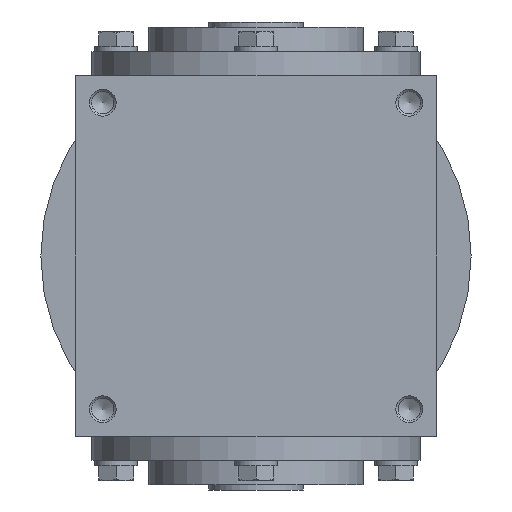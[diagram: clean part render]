
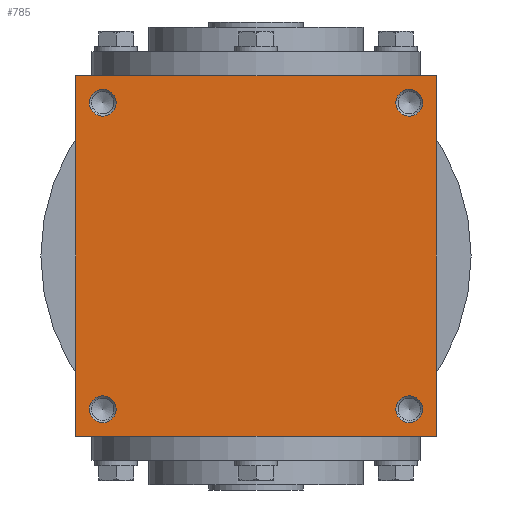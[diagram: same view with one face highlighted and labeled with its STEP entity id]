
A CAD part, left-side view. The second image highlights one B-rep face of the part: STEP entity #785.
In plain terms, the highlighted face is planar.
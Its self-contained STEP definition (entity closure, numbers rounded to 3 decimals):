
#785 = ADVANCED_FACE( '', ( #1630, #1631, #1632, #1633, #1634 ), #1635, .F. );
#1630 = FACE_BOUND( '', #2482, .T. );
#1631 = FACE_BOUND( '', #2483, .T. );
#1632 = FACE_BOUND( '', #2484, .T. );
#1633 = FACE_BOUND( '', #2485, .T. );
#1634 = FACE_OUTER_BOUND( '', #2486, .T. );
#1635 = PLANE( '', #2487 );
#2482 = EDGE_LOOP( '', ( #4113 ) );
#2483 = EDGE_LOOP( '', ( #4114 ) );
#2484 = EDGE_LOOP( '', ( #4115 ) );
#2485 = EDGE_LOOP( '', ( #4116 ) );
#2486 = EDGE_LOOP( '', ( #4117, #4118, #4119, #4120 ) );
#2487 = AXIS2_PLACEMENT_3D( '', #4121, #4122, #4123 );
#4113 = ORIENTED_EDGE( '', *, *, #4920, .F. );
#4114 = ORIENTED_EDGE( '', *, *, #4644, .T. );
#4115 = ORIENTED_EDGE( '', *, *, #4424, .F. );
#4116 = ORIENTED_EDGE( '', *, *, #4814, .T. );
#4117 = ORIENTED_EDGE( '', *, *, #5046, .F. );
#4118 = ORIENTED_EDGE( '', *, *, #4661, .F. );
#4119 = ORIENTED_EDGE( '', *, *, #4630, .F. );
#4120 = ORIENTED_EDGE( '', *, *, #4560, .F. );
#4121 = CARTESIAN_POINT( '', ( 0., 0., -67. ) );
#4122 = DIRECTION( '', ( 0., 0., 1. ) );
#4123 = DIRECTION( '', ( 1., 0., 0. ) );
#4424 = EDGE_CURVE( '', #5109, #5109, #5110, .T. );
#4560 = EDGE_CURVE( '', #5345, #5346, #5347, .T. );
#4630 = EDGE_CURVE( '', #5346, #5464, #5465, .T. );
#4644 = EDGE_CURVE( '', #5483, #5483, #5484, .T. );
#4661 = EDGE_CURVE( '', #5464, #5511, #5512, .T. );
#4814 = EDGE_CURVE( '', #5740, #5740, #5741, .T. );
#4920 = EDGE_CURVE( '', #5883, #5883, #5884, .T. );
#5046 = EDGE_CURVE( '', #5511, #5345, #6034, .T. );
#5109 = VERTEX_POINT( '', #6096 );
#5110 = CIRCLE( '', #6097, 5. );
#5345 = VERTEX_POINT( '', #6368 );
#5346 = VERTEX_POINT( '', #6369 );
#5347 = LINE( '', #6370, #6371 );
#5464 = VERTEX_POINT( '', #6508 );
#5465 = LINE( '', #6509, #6510 );
#5483 = VERTEX_POINT( '', #6534 );
#5484 = CIRCLE( '', #6535, 5. );
#5511 = VERTEX_POINT( '', #6566 );
#5512 = LINE( '', #6567, #6568 );
#5740 = VERTEX_POINT( '', #6873 );
#5741 = CIRCLE( '', #6874, 5. );
#5883 = VERTEX_POINT( '', #7043 );
#5884 = CIRCLE( '', #7044, 5. );
#6034 = LINE( '', #7271, #7272 );
#6096 = CARTESIAN_POINT( '', ( -62., -57., -67. ) );
#6097 = AXIS2_PLACEMENT_3D( '', #7352, #7353, #7354 );
#6368 = CARTESIAN_POINT( '', ( -67., -67., -67. ) );
#6369 = CARTESIAN_POINT( '', ( 67., -67., -67. ) );
#6370 = CARTESIAN_POINT( '', ( -67., -67., -67. ) );
#6371 = VECTOR( '', #7612, 1000. );
#6508 = CARTESIAN_POINT( '', ( 67., 67., -67. ) );
#6509 = CARTESIAN_POINT( '', ( 67., -67., -67. ) );
#6510 = VECTOR( '', #7738, 1000. );
#6534 = CARTESIAN_POINT( '', ( 62., 57., -67. ) );
#6535 = AXIS2_PLACEMENT_3D( '', #7748, #7749, #7750 );
#6566 = CARTESIAN_POINT( '', ( -67., 67., -67. ) );
#6567 = CARTESIAN_POINT( '', ( 67., 67., -67. ) );
#6568 = VECTOR( '', #7776, 1000. );
#6873 = CARTESIAN_POINT( '', ( 62., -57., -67. ) );
#6874 = AXIS2_PLACEMENT_3D( '', #7997, #7998, #7999 );
#7043 = CARTESIAN_POINT( '', ( -62., 57., -67. ) );
#7044 = AXIS2_PLACEMENT_3D( '', #8145, #8146, #8147 );
#7271 = CARTESIAN_POINT( '', ( -67., 67., -67. ) );
#7272 = VECTOR( '', #8285, 1000. );
#7352 = CARTESIAN_POINT( '', ( -57., -57., -67. ) );
#7353 = DIRECTION( '', ( 0., 0., -1. ) );
#7354 = DIRECTION( '', ( -1., 0., 0. ) );
#7612 = DIRECTION( '', ( 1., 0., 0. ) );
#7738 = DIRECTION( '', ( 0., 1., 0. ) );
#7748 = CARTESIAN_POINT( '', ( 57., 57., -67. ) );
#7749 = DIRECTION( '', ( 0., 0., 1. ) );
#7750 = DIRECTION( '', ( 1., 0., 0. ) );
#7776 = DIRECTION( '', ( -1., 0., 0. ) );
#7997 = CARTESIAN_POINT( '', ( 57., -57., -67. ) );
#7998 = DIRECTION( '', ( 0., 0., 1. ) );
#7999 = DIRECTION( '', ( 1., 0., 0. ) );
#8145 = CARTESIAN_POINT( '', ( -57., 57., -67. ) );
#8146 = DIRECTION( '', ( 0., 0., -1. ) );
#8147 = DIRECTION( '', ( -1., 0., 0. ) );
#8285 = DIRECTION( '', ( 0., -1., 0. ) );
